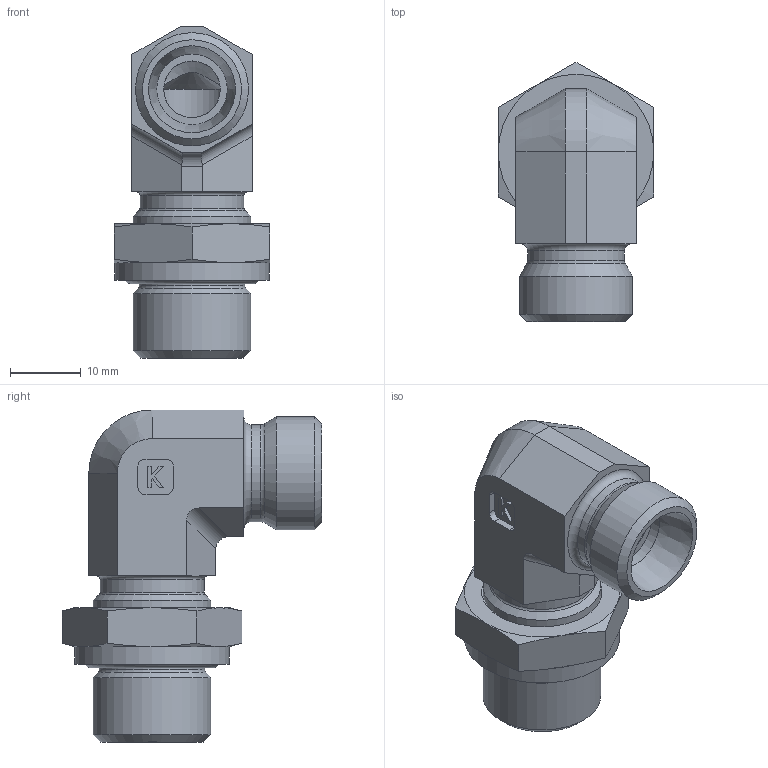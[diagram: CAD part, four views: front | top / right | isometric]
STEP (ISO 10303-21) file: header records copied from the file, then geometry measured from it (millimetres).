
FILE_DESCRIPTION((''),'2;1');
FILE_NAME('6723816010.stp','2015-07-17T15:06:16',(''),('KNOMI spol. s r. o.'),'Autodesk Inventor 2012','Autodesk Inventor 2012','');
FILE_SCHEMA(('AUTOMOTIVE_DESIGN { 1 2 10303 214 0 1 1 1 }'));
Length unit declared in the file: millimetre
Products named in the file (4): ÚPS G3/8/M16K op. Výkovek; 679 3816 10; 679 5 380; 60 14600 230
Assembly tree (3 placements, depth 2):
  ÚPS G3/8/M16K op. Výkovek
    679 3816 10
    679 5 380
    60 14600 230
Bounding box: 22 x 36.7 x 46.95 mm (x, y, z)
Volume: 10795.5 mm3; surface area: 7293.9 mm2
Topology: 3 solids, 3 shells, 101 faces, 235 edges, 145 vertices
Faces by surface type: plane 47, cone 26, cylinder 20, torus 8
Full cylindrical faces by diameter (mm): 8 x1, 10 x2, 13.7 x1, 14.7 x1, 14.9 x1, 14.95 x1, 16 x1, 16.662 x2, 19 x1, 21.9 x1
Entity records: 2916 total; most frequent: CARTESIAN_POINT 547, DIRECTION 460, ORIENTED_EDGE 402, EDGE_CURVE 201, AXIS2_PLACEMENT_3D 179, EDGE_LOOP 141, VERTEX_POINT 140, STYLED_ITEM 104
